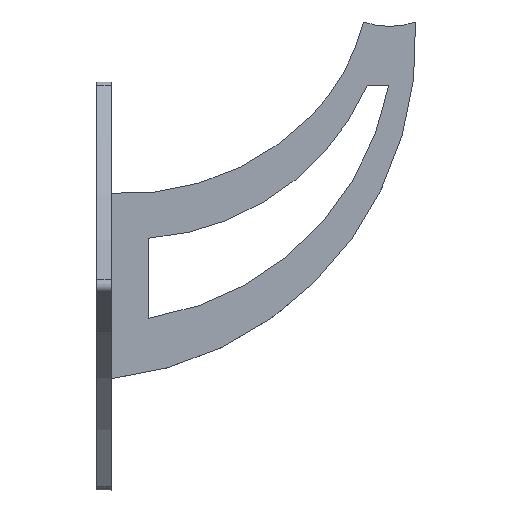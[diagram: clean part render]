
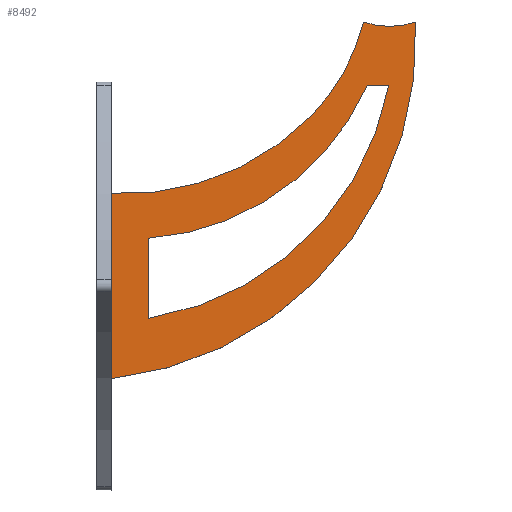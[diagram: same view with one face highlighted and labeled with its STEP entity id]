
A CAD part, top view. The second image highlights one B-rep face of the part: STEP entity #8492.
In plain terms, the highlighted planar face has unit normal (0, 0, 1).
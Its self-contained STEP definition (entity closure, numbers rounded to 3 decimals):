
#335 = VERTEX_POINT ( 'NONE', #7959 ) ;
#374 = PLANE ( 'NONE',  #9420 ) ;
#522 = EDGE_CURVE ( 'NONE', #11357, #335, #5120, .T. ) ;
#625 = DIRECTION ( 'NONE',  ( 1., 0., 0. ) ) ;
#1073 = VERTEX_POINT ( 'NONE', #11623 ) ;
#1138 = CIRCLE ( 'NONE', #3547, 78.5 ) ;
#1441 = CARTESIAN_POINT ( 'NONE',  ( 69.014, 54., 2. ) ) ;
#1606 = ORIENTED_EDGE ( 'NONE', *, *, #4290, .F. ) ;
#1714 = ORIENTED_EDGE ( 'NONE', *, *, #2270, .F. ) ;
#1971 = FACE_OUTER_BOUND ( 'NONE', #10940, .T. ) ;
#2165 = EDGE_CURVE ( 'NONE', #9766, #10109, #10559, .T. ) ;
#2198 = CARTESIAN_POINT ( 'NONE',  ( 10.1, 12.9, 2. ) ) ;
#2255 = DIRECTION ( 'NONE',  ( 1., 0., 0. ) ) ;
#2270 = EDGE_CURVE ( 'NONE', #2411, #10109, #9123, .T. ) ;
#2411 = VERTEX_POINT ( 'NONE', #10640 ) ;
#2727 = VERTEX_POINT ( 'NONE', #2198 ) ;
#2964 = EDGE_CURVE ( 'NONE', #10892, #1073, #1138, .T. ) ;
#3032 = DIRECTION ( 'NONE',  ( 0., 0., 1. ) ) ;
#3046 = ORIENTED_EDGE ( 'NONE', *, *, #6320, .T. ) ;
#3054 = DIRECTION ( 'NONE',  ( 0., 0., 1. ) ) ;
#3180 = DIRECTION ( 'NONE',  ( 1., 0., 0. ) ) ;
#3307 = AXIS2_PLACEMENT_3D ( 'NONE', #11410, #11569, #2255 ) ;
#3309 = ORIENTED_EDGE ( 'NONE', *, *, #522, .F. ) ;
#3342 = EDGE_LOOP ( 'NONE', ( #3046, #9430, #9852, #10140 ) ) ;
#3547 = AXIS2_PLACEMENT_3D ( 'NONE', #8010, #8941, #9817 ) ;
#3745 = DIRECTION ( 'NONE',  ( 1., 0., 0. ) ) ;
#3832 = DIRECTION ( 'NONE',  ( 0., 0., 1. ) ) ;
#3917 = CARTESIAN_POINT ( 'NONE',  ( 0., -25., 2. ) ) ;
#4056 = AXIS2_PLACEMENT_3D ( 'NONE', #10217, #3832, #8335 ) ;
#4097 = LINE ( 'NONE', #11374, #9506 ) ;
#4115 = CARTESIAN_POINT ( 'NONE',  ( 82., 71.189, 2. ) ) ;
#4290 = EDGE_CURVE ( 'NONE', #9766, #11357, #11865, .T. ) ;
#4341 = EDGE_CURVE ( 'NONE', #5218, #1073, #4097, .T. ) ;
#4392 = AXIS2_PLACEMENT_3D ( 'NONE', #4959, #3054, #11367 ) ;
#4665 = CARTESIAN_POINT ( 'NONE',  ( 0., 25., 2. ) ) ;
#4761 = DIRECTION ( 'NONE',  ( 0., 1., 0. ) ) ;
#4959 = CARTESIAN_POINT ( 'NONE',  ( -9.879, 66.468, 2. ) ) ;
#5120 = CIRCLE ( 'NONE', #4056, 70. ) ;
#5218 = VERTEX_POINT ( 'NONE', #1441 ) ;
#6081 = EDGE_CURVE ( 'NONE', #10892, #2727, #8232, .T. ) ;
#6320 = EDGE_CURVE ( 'NONE', #2727, #5218, #7506, .T. ) ;
#6621 = EDGE_CURVE ( 'NONE', #335, #2411, #8218, .T. ) ;
#6876 = DIRECTION ( 'NONE',  ( 1., 0., 0. ) ) ;
#7143 = ORIENTED_EDGE ( 'NONE', *, *, #6621, .F. ) ;
#7260 = CARTESIAN_POINT ( 'NONE',  ( 5.18, 82.727, 2. ) ) ;
#7316 = AXIS2_PLACEMENT_3D ( 'NONE', #9699, #11562, #625 ) ;
#7498 = CARTESIAN_POINT ( 'NONE',  ( 0., 0., 2. ) ) ;
#7506 = CIRCLE ( 'NONE', #7532, 70. ) ;
#7532 = AXIS2_PLACEMENT_3D ( 'NONE', #7260, #8252, #3745 ) ;
#7959 = CARTESIAN_POINT ( 'NONE',  ( 53.975, 46., 2. ) ) ;
#8010 = CARTESIAN_POINT ( 'NONE',  ( -2.274, 68.819, 2. ) ) ;
#8082 = CARTESIAN_POINT ( 'NONE',  ( 10.1, -8.7, 2. ) ) ;
#8218 = CIRCLE ( 'NONE', #7316, 55. ) ;
#8232 = LINE ( 'NONE', #10148, #9488 ) ;
#8252 = DIRECTION ( 'NONE',  ( 0., 0., 1. ) ) ;
#8335 = DIRECTION ( 'NONE',  ( 1., 0., 0. ) ) ;
#8492 = ADVANCED_FACE ( 'NONE', ( #9089, #1971 ), #374, .T. ) ;
#8941 = DIRECTION ( 'NONE',  ( 0., 0., 1. ) ) ;
#9089 = FACE_BOUND ( 'NONE', #3342, .T. ) ;
#9123 = CIRCLE ( 'NONE', #3307, 21.2 ) ;
#9378 = VECTOR ( 'NONE', #11183, 1000. ) ;
#9420 = AXIS2_PLACEMENT_3D ( 'NONE', #9517, #3032, #3180 ) ;
#9430 = ORIENTED_EDGE ( 'NONE', *, *, #4341, .T. ) ;
#9488 = VECTOR ( 'NONE', #4761, 1000. ) ;
#9506 = VECTOR ( 'NONE', #6876, 1000. ) ;
#9517 = CARTESIAN_POINT ( 'NONE',  ( 0., 0., 2. ) ) ;
#9699 = CARTESIAN_POINT ( 'NONE',  ( 14.614, 84.415, 2. ) ) ;
#9766 = VERTEX_POINT ( 'NONE', #3917 ) ;
#9817 = DIRECTION ( 'NONE',  ( 1., 0., 0. ) ) ;
#9852 = ORIENTED_EDGE ( 'NONE', *, *, #2964, .F. ) ;
#10109 = VERTEX_POINT ( 'NONE', #4115 ) ;
#10140 = ORIENTED_EDGE ( 'NONE', *, *, #6081, .T. ) ;
#10148 = CARTESIAN_POINT ( 'NONE',  ( 10.1, 0., 2. ) ) ;
#10217 = CARTESIAN_POINT ( 'NONE',  ( 3.879, 94.892, 2. ) ) ;
#10232 = ORIENTED_EDGE ( 'NONE', *, *, #2165, .T. ) ;
#10559 = CIRCLE ( 'NONE', #4392, 92. ) ;
#10640 = CARTESIAN_POINT ( 'NONE',  ( 68., 71.189, 2. ) ) ;
#10892 = VERTEX_POINT ( 'NONE', #8082 ) ;
#10940 = EDGE_LOOP ( 'NONE', ( #3309, #1606, #10232, #1714, #7143 ) ) ;
#11183 = DIRECTION ( 'NONE',  ( 0., 1., 0. ) ) ;
#11357 = VERTEX_POINT ( 'NONE', #4665 ) ;
#11367 = DIRECTION ( 'NONE',  ( 1., 0., 0. ) ) ;
#11374 = CARTESIAN_POINT ( 'NONE',  ( 0., 54., 2. ) ) ;
#11410 = CARTESIAN_POINT ( 'NONE',  ( 75., 91.2, 2. ) ) ;
#11562 = DIRECTION ( 'NONE',  ( 0., 0., 1. ) ) ;
#11569 = DIRECTION ( 'NONE',  ( 0., 0., 1. ) ) ;
#11623 = CARTESIAN_POINT ( 'NONE',  ( 74.814, 54., 2. ) ) ;
#11865 = LINE ( 'NONE', #7498, #9378 ) ;
